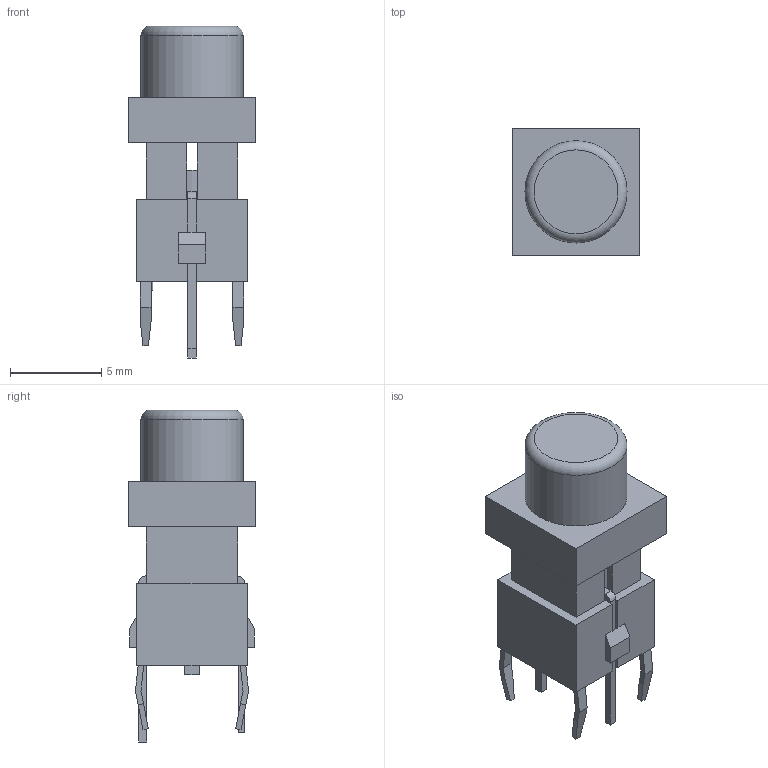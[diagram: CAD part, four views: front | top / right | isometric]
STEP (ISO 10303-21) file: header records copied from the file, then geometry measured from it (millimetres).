
FILE_DESCRIPTION(/* description */ (''),/* implementation_level */ '2;1');
FILE_NAME(/* name */ 'LED_PUSH_BUTTON.step',/* time_stamp */ '2024-10-27T22:36:17+01:00',/* author */ (''),/* organization */ (''),/* preprocessor_version */ 'ST-DEVELOPER v20',/* originating_system */ 'Autodesk Translation Framework v13.20.0.188',/* authorisation */ '');
FILE_SCHEMA (('AUTOMOTIVE_DESIGN { 1 0 10303 214 3 1 1 }'));
Length unit declared in the file: millimetre
Products named in the file (4): LED_PUSH_BUTTON; Pins; Cap; Body
Assembly tree (3 placements, depth 2):
  LED_PUSH_BUTTON
    Pins
    Cap
    Body
Bounding box: 7 x 7 x 18.2 mm (x, y, z)
Volume: 414.6 mm3; surface area: 696.5 mm2
Topology: 8 solids, 8 shells, 135 faces, 344 edges, 225 vertices
Faces by surface type: plane 125, cylinder 9, torus 1
Full cylindrical faces by diameter (mm): 3.8 x1, 5.6 x1
Entity records: 4162 total; most frequent: CARTESIAN_POINT 711, ORIENTED_EDGE 688, DIRECTION 648, EDGE_CURVE 344, LINE 324, VECTOR 324, VERTEX_POINT 225, AXIS2_PLACEMENT_3D 162
